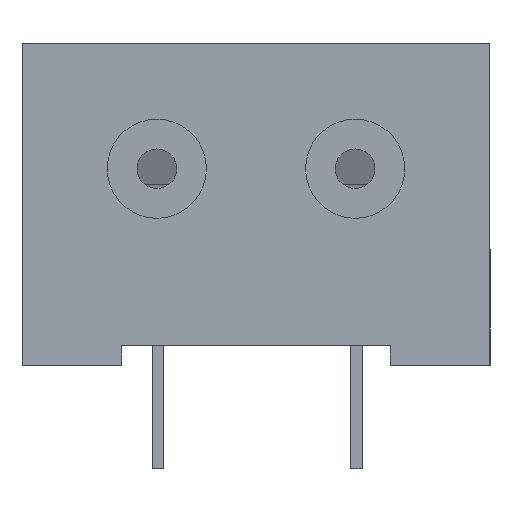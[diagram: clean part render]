
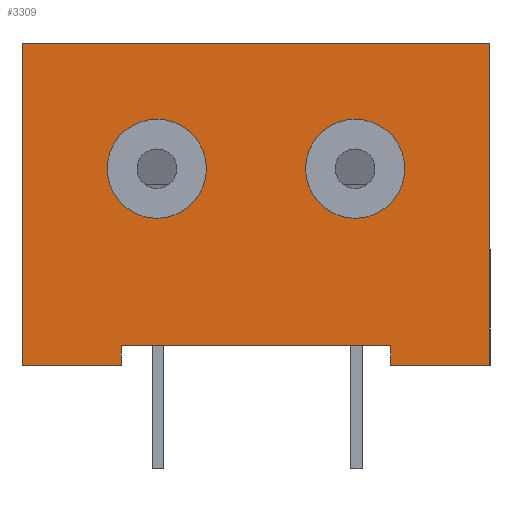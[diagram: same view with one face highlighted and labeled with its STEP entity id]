
A CAD part, left-side view. The second image highlights one B-rep face of the part: STEP entity #3309.
In plain terms, the highlighted planar face has unit normal (-1, 0, 0).
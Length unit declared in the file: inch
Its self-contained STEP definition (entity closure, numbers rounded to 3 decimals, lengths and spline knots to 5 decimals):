
#44=FACE_BOUND('',#567,.T.);
#45=FACE_BOUND('',#568,.T.);
#139=PLANE('',#3596);
#360=FACE_OUTER_BOUND('',#566,.T.);
#566=EDGE_LOOP('',(#2894,#2895,#2896,#2897,#2898,#2899,#2900,#2901));
#567=EDGE_LOOP('',(#2902));
#568=EDGE_LOOP('',(#2903));
#876=LINE('',#5217,#1253);
#890=LINE('',#5245,#1267);
#917=LINE('',#5309,#1294);
#927=LINE('',#5328,#1304);
#936=LINE('',#5347,#1313);
#937=LINE('',#5349,#1314);
#938=LINE('',#5350,#1315);
#939=LINE('',#5351,#1316);
#1253=VECTOR('',#4251,39.37008);
#1267=VECTOR('',#4267,39.37008);
#1294=VECTOR('',#4328,39.37008);
#1304=VECTOR('',#4340,39.37008);
#1313=VECTOR('',#4351,39.37008);
#1314=VECTOR('',#4352,39.37008);
#1315=VECTOR('',#4353,39.37008);
#1316=VECTOR('',#4354,39.37008);
#1459=CIRCLE('',#3535,0.125);
#1461=CIRCLE('',#3538,0.125);
#1641=VERTEX_POINT('',#5066);
#1643=VERTEX_POINT('',#5072);
#1701=VERTEX_POINT('',#5214);
#1702=VERTEX_POINT('',#5216);
#1714=VERTEX_POINT('',#5242);
#1715=VERTEX_POINT('',#5244);
#1736=VERTEX_POINT('',#5311);
#1743=VERTEX_POINT('',#5326);
#1752=VERTEX_POINT('',#5346);
#1753=VERTEX_POINT('',#5348);
#2027=EDGE_CURVE('',#1641,#1641,#1459,.T.);
#2030=EDGE_CURVE('',#1643,#1643,#1461,.T.);
#2100=EDGE_CURVE('',#1701,#1702,#876,.T.);
#2114=EDGE_CURVE('',#1715,#1714,#890,.T.);
#2149=EDGE_CURVE('',#1715,#1701,#917,.T.);
#2159=EDGE_CURVE('',#1743,#1736,#927,.T.);
#2168=EDGE_CURVE('',#1752,#1702,#936,.T.);
#2169=EDGE_CURVE('',#1714,#1753,#937,.T.);
#2170=EDGE_CURVE('',#1736,#1753,#938,.T.);
#2171=EDGE_CURVE('',#1743,#1752,#939,.T.);
#2894=ORIENTED_EDGE('',*,*,#2168,.T.);
#2895=ORIENTED_EDGE('',*,*,#2100,.F.);
#2896=ORIENTED_EDGE('',*,*,#2149,.F.);
#2897=ORIENTED_EDGE('',*,*,#2114,.T.);
#2898=ORIENTED_EDGE('',*,*,#2169,.T.);
#2899=ORIENTED_EDGE('',*,*,#2170,.F.);
#2900=ORIENTED_EDGE('',*,*,#2159,.F.);
#2901=ORIENTED_EDGE('',*,*,#2171,.T.);
#2902=ORIENTED_EDGE('',*,*,#2027,.F.);
#2903=ORIENTED_EDGE('',*,*,#2030,.F.);
#3309=ADVANCED_FACE('',(#360,#44,#45),#139,.F.);
#3535=AXIS2_PLACEMENT_3D('',#5068,#4121,#4122);
#3538=AXIS2_PLACEMENT_3D('',#5074,#4128,#4129);
#3596=AXIS2_PLACEMENT_3D('',#5345,#4349,#4350);
#4121=DIRECTION('center_axis',(-1.,0.,0.));
#4122=DIRECTION('ref_axis',(0.,-1.,0.));
#4128=DIRECTION('center_axis',(-1.,0.,0.));
#4129=DIRECTION('ref_axis',(0.,-1.,0.));
#4251=DIRECTION('',(0.,0.,-1.));
#4267=DIRECTION('',(0.,0.,-1.));
#4328=DIRECTION('',(0.,-1.,0.));
#4340=DIRECTION('',(0.,1.,0.));
#4349=DIRECTION('center_axis',(1.,0.,0.));
#4350=DIRECTION('ref_axis',(0.,1.,0.));
#4351=DIRECTION('',(0.,-1.,0.));
#4352=DIRECTION('',(0.,-1.,0.));
#4353=DIRECTION('',(0.,0.,-1.));
#4354=DIRECTION('',(0.,0.,-1.));
#5066=CARTESIAN_POINT('',(-1.07,0.375,0.496));
#5068=CARTESIAN_POINT('Origin',(-1.07,0.25,0.496));
#5072=CARTESIAN_POINT('',(-1.07,-0.125,0.496));
#5074=CARTESIAN_POINT('Origin',(-1.07,-0.25,0.496));
#5214=CARTESIAN_POINT('',(-1.07,-0.59,0.812));
#5216=CARTESIAN_POINT('',(-1.07,-0.59,0.));
#5217=CARTESIAN_POINT('',(-1.07,-0.59,0.05));
#5242=CARTESIAN_POINT('',(-1.07,0.59,0.));
#5244=CARTESIAN_POINT('',(-1.07,0.59,0.812));
#5245=CARTESIAN_POINT('',(-1.07,0.59,0.12));
#5309=CARTESIAN_POINT('',(-1.07,0.,0.812));
#5311=CARTESIAN_POINT('',(-1.07,0.34,0.05));
#5326=CARTESIAN_POINT('',(-1.07,-0.34,0.05));
#5328=CARTESIAN_POINT('',(-1.07,0.,0.05));
#5345=CARTESIAN_POINT('Origin',(-1.07,-0.59,0.05));
#5346=CARTESIAN_POINT('',(-1.07,-0.34,0.));
#5347=CARTESIAN_POINT('',(-1.07,-0.59,0.));
#5348=CARTESIAN_POINT('',(-1.07,0.34,0.));
#5349=CARTESIAN_POINT('',(-1.07,0.59,0.));
#5350=CARTESIAN_POINT('',(-1.07,0.34,0.05));
#5351=CARTESIAN_POINT('',(-1.07,-0.34,0.05));
